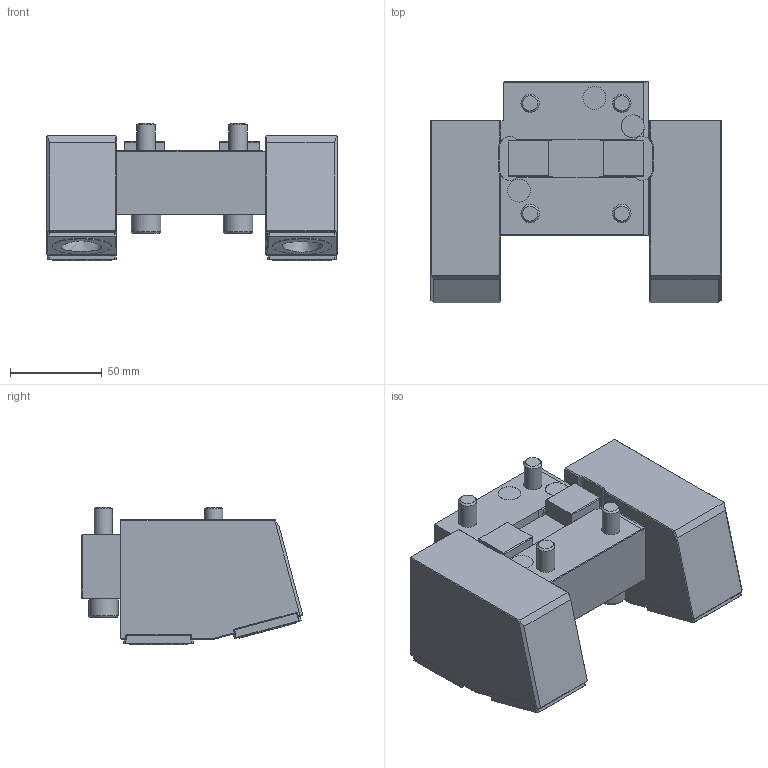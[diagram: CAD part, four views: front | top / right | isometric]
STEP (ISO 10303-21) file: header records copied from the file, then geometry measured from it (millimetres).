
FILE_DESCRIPTION(/* description */ (''),/* implementation_level */ '2;1');
FILE_NAME(/* name */ '1619186407684.stp',/* time_stamp */ '2021-04-23T16:00:13+02:00',/* author */ (''),/* organization */ ('SMS'),/* preprocessor_version */ 'ST-DEVELOPER v16.7',/* originating_system */ 'SIEMENS PLM Software NX 12.0',/* authorisation */ '');
FILE_SCHEMA (('AUTOMOTIVE_DESIGN { 1 0 10303 214 3 1 1 1 }'));
Length unit declared in the file: millimetre
Products named in the file (1): 203506891mod000_00
Bounding box: 158 x 120.42 x 75 mm (x, y, z)
Volume: 681572.1 mm3; surface area: 78260 mm2
Topology: 1 solids, 1 shells, 394 faces, 1024 edges, 644 vertices
Faces by surface type: plane 311, cylinder 47, cone 24, torus 8, bspline 4
Full cylindrical faces by diameter (mm): 2 x4, 10 x4, 12.4 x3, 16 x4, 32 x4
Entity records: 12482 total; most frequent: CARTESIAN_POINT 3004, ORIENTED_EDGE 1942, DIRECTION 1874, EDGE_CURVE 971, LINE 750, VECTOR 750, VERTEX_POINT 620, AXIS2_PLACEMENT_3D 562
